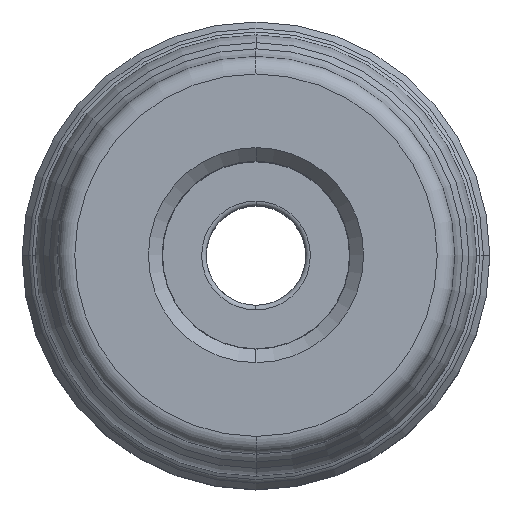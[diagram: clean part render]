
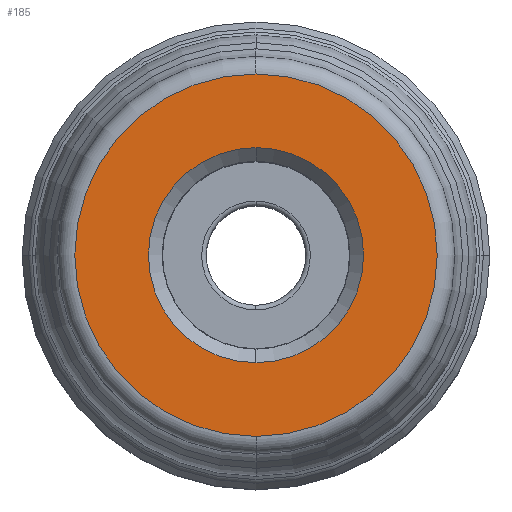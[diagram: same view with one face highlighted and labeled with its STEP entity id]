
A CAD part, top view. The second image highlights one B-rep face of the part: STEP entity #185.
In plain terms, the highlighted planar face has unit normal (0, 0, 1).
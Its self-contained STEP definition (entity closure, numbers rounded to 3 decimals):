
#61=PLANE('',#1566);
#76=FACE_BOUND('',#374,.T.);
#77=FACE_BOUND('',#375,.T.);
#185=ADVANCED_FACE('',(#76,#77),#61,.F.);
#374=EDGE_LOOP('',(#821,#822,#823,#824));
#375=EDGE_LOOP('',(#825,#826));
#821=ORIENTED_EDGE('',*,*,#1139,.F.);
#822=ORIENTED_EDGE('',*,*,#1140,.T.);
#823=ORIENTED_EDGE('',*,*,#1141,.T.);
#824=ORIENTED_EDGE('',*,*,#1142,.F.);
#825=ORIENTED_EDGE('',*,*,#1137,.F.);
#826=ORIENTED_EDGE('',*,*,#1135,.F.);
#951=VERTEX_POINT('',#2473);
#952=VERTEX_POINT('',#2475);
#953=VERTEX_POINT('',#2483);
#954=VERTEX_POINT('',#2484);
#955=VERTEX_POINT('',#2486);
#956=VERTEX_POINT('',#2488);
#1135=EDGE_CURVE('',#951,#952,#1278,.T.);
#1137=EDGE_CURVE('',#952,#951,#1279,.T.);
#1139=EDGE_CURVE('',#953,#954,#1281,.T.);
#1140=EDGE_CURVE('',#953,#955,#1282,.T.);
#1141=EDGE_CURVE('',#955,#956,#1283,.T.);
#1142=EDGE_CURVE('',#954,#956,#1284,.T.);
#1278=CIRCLE('',#1556,9.2);
#1279=CIRCLE('',#1558,9.2);
#1281=CIRCLE('',#1562,15.5);
#1282=CIRCLE('',#1563,15.5);
#1283=CIRCLE('',#1564,15.5);
#1284=CIRCLE('',#1565,15.5);
#1556=AXIS2_PLACEMENT_3D('',#2474,#2051,#2052);
#1558=AXIS2_PLACEMENT_3D('',#2478,#2056,#2057);
#1562=AXIS2_PLACEMENT_3D('',#2482,#2064,#2065);
#1563=AXIS2_PLACEMENT_3D('',#2485,#2066,#2067);
#1564=AXIS2_PLACEMENT_3D('',#2487,#2068,#2069);
#1565=AXIS2_PLACEMENT_3D('',#2489,#2070,#2071);
#1566=AXIS2_PLACEMENT_3D('',#2490,#2072,#2073);
#2051=DIRECTION('',(0.,0.,1.));
#2052=DIRECTION('',(0.,1.,0.));
#2056=DIRECTION('',(0.,0.,1.));
#2057=DIRECTION('',(0.,-1.,0.));
#2064=DIRECTION('',(0.,0.,-1.));
#2065=DIRECTION('',(-0.001,-1.,0.));
#2066=DIRECTION('',(0.,0.,1.));
#2067=DIRECTION('',(-0.001,-1.,0.));
#2068=DIRECTION('',(0.,0.,1.));
#2069=DIRECTION('',(0.001,1.,0.));
#2070=DIRECTION('',(0.,0.,-1.));
#2071=DIRECTION('',(0.001,1.,0.));
#2072=DIRECTION('',(0.,0.,-1.));
#2073=DIRECTION('',(0.,-1.,0.));
#2473=CARTESIAN_POINT('',(0.,9.2,0.));
#2474=CARTESIAN_POINT('',(0.,0.,0.));
#2475=CARTESIAN_POINT('',(0.,-9.2,0.));
#2478=CARTESIAN_POINT('',(0.,0.,0.));
#2482=CARTESIAN_POINT('',(0.,0.,0.));
#2483=CARTESIAN_POINT('',(-0.02,-15.5,0.));
#2484=CARTESIAN_POINT('',(0.,15.5,0.));
#2485=CARTESIAN_POINT('',(0.,0.,0.));
#2486=CARTESIAN_POINT('',(0.,-15.5,0.));
#2487=CARTESIAN_POINT('',(0.,0.,0.));
#2488=CARTESIAN_POINT('',(0.02,15.5,0.));
#2489=CARTESIAN_POINT('',(0.,0.,0.));
#2490=CARTESIAN_POINT('',(0.,0.,0.));
